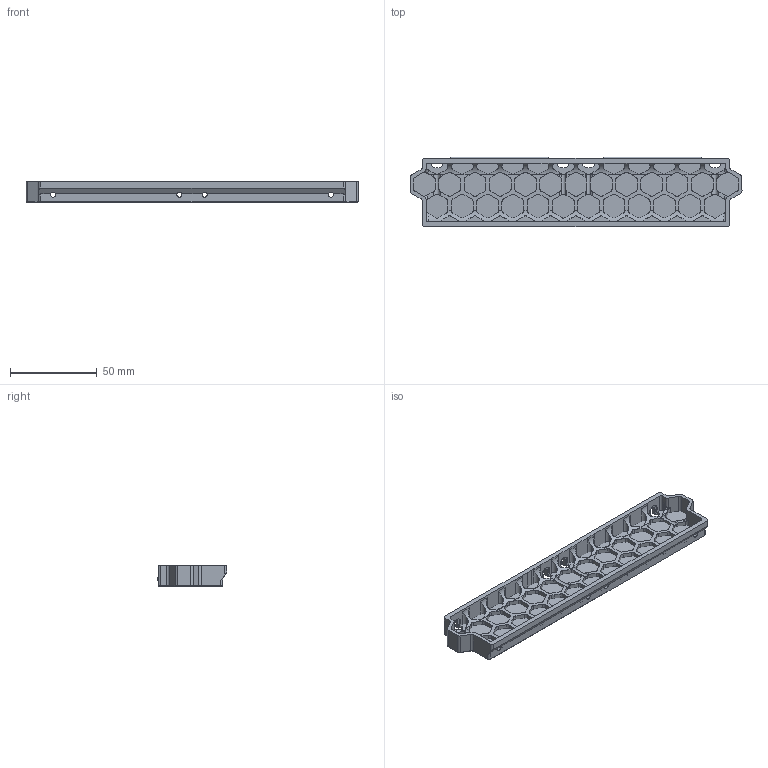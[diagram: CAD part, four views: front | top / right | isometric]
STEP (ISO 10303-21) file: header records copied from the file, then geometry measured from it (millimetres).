
FILE_DESCRIPTION(/* description */ (''),/* implementation_level */ '2;1');
FILE_NAME(/* name */ 'sides_skirts_1pc.step',/* time_stamp */ '2022-11-23T17:55:00-08:00',/* author */ (''),/* organization */ (''),/* preprocessor_version */ 'ST-DEVELOPER v19.2',/* originating_system */ 'Autodesk Translation Framework v11.17.0.187',/* authorisation */ '');
FILE_SCHEMA (('AUTOMOTIVE_DESIGN { 1 0 10303 214 3 1 1 }'));
Products named in the file (2): sides_skirts_1pc; Inserts
Assembly tree (1 placements, depth 2):
  sides_skirts_1pc
    Inserts
Bounding box: 190.93 x 40.1 x 12 mm (x, y, z)
Volume: 27025 mm3; surface area: 32266.8 mm2
Topology: 38 solids, 38 shells, 1639 faces, 4352 edges, 2743 vertices
Faces by surface type: plane 842, cylinder 545, cone 224, bspline 22, torus 6
Full cylindrical faces by diameter (mm): 3 x4
Entity records: 52444 total; most frequent: CARTESIAN_POINT 11117, ORIENTED_EDGE 8704, DIRECTION 8663, EDGE_CURVE 4352, AXIS2_PLACEMENT_3D 2941, LINE 2781, VECTOR 2781, VERTEX_POINT 2743
